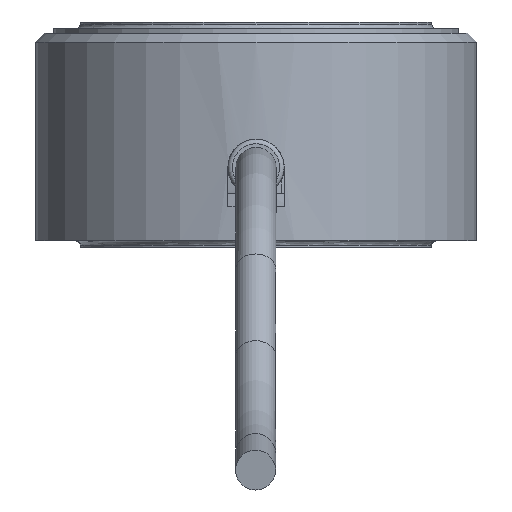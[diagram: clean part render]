
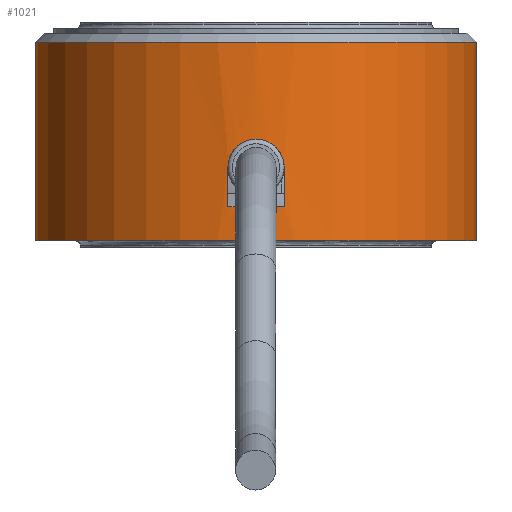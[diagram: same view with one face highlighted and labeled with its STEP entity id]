
A CAD part, front view. The second image highlights one B-rep face of the part: STEP entity #1021.
In plain terms, the highlighted cylindrical face has radius 12.446 mm (diameter 24.892 mm), a full revolution.
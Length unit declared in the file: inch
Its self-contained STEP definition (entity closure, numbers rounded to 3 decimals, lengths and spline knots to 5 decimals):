
#937=CARTESIAN_POINT('',(-95.95367,-77.46415,-51.64759));
#938=DIRECTION('',(0.006,0.994,-0.111));
#939=DIRECTION('',(0.994,0.006,0.109));
#940=AXIS2_PLACEMENT_3D('',#937,#938,#939);
#941=CYLINDRICAL_SURFACE('',#940,0.49);
#942=CARTESIAN_POINT('',(-96.44119,-77.54168,-51.6927));
#943=VERTEX_POINT('',#942);
#944=CARTESIAN_POINT('',(-95.95413,-77.53869,-51.63925));
#945=DIRECTION('',(-0.006,-0.994,0.111));
#946=DIRECTION('',(0.994,0.006,0.109));
#947=AXIS2_PLACEMENT_3D('',#944,#945,#946);
#948=CIRCLE('',#947,0.49);
#949=EDGE_CURVE('',#943,#943,#948,.T.);
#950=ORIENTED_EDGE('',*,*,#949,.F.);
#951=EDGE_LOOP('',(#950));
#952=FACE_OUTER_BOUND('',#951,.T.);
#953=CARTESIAN_POINT('',(-96.43851,-77.10441,-51.74163));
#954=VERTEX_POINT('',#953);
#955=CARTESIAN_POINT('',(-95.95144,-77.10142,-51.68818));
#956=DIRECTION('',(0.006,0.994,-0.111));
#957=DIRECTION('',(-0.994,-0.006,-0.109));
#958=AXIS2_PLACEMENT_3D('',#955,#956,#957);
#959=CIRCLE('',#958,0.49);
#960=EDGE_CURVE('',#954,#954,#959,.T.);
#961=ORIENTED_EDGE('',*,*,#960,.F.);
#962=EDGE_LOOP('',(#961));
#963=FACE_BOUND('',#962,.T.);
#964=CARTESIAN_POINT('',(-95.94402,-77.32278,-51.17044));
#965=VERTEX_POINT('',#964);
#966=CARTESIAN_POINT('',(-95.94456,-77.40973,-51.16071));
#967=VERTEX_POINT('',#966);
#968=CARTESIAN_POINT('',(-95.94402,-77.32278,-51.17044));
#969=DIRECTION('',(-0.006,-0.994,0.111));
#970=VECTOR('',#969,0.0875);
#971=LINE('',#968,#970);
#972=EDGE_CURVE('',#965,#967,#971,.T.);
#973=ORIENTED_EDGE('',*,*,#972,.T.);
#974=CARTESIAN_POINT('',(-96.06881,-77.41049,-51.17434));
#975=VERTEX_POINT('',#974);
#976=CARTESIAN_POINT('',(-95.95367,-77.46415,-51.64759));
#977=DIRECTION('',(-0.006,-0.994,0.111));
#978=DIRECTION('',(0.994,0.006,0.109));
#979=AXIS2_PLACEMENT_3D('',#976,#977,#978);
#980=CIRCLE('',#979,0.49);
#981=EDGE_CURVE('',#967,#975,#980,.T.);
#982=ORIENTED_EDGE('',*,*,#981,.T.);
#983=CARTESIAN_POINT('',(-96.06828,-77.32354,-51.18407));
#984=VERTEX_POINT('',#983);
#985=CARTESIAN_POINT('',(-96.06881,-77.41049,-51.17434));
#986=DIRECTION('',(0.006,0.994,-0.111));
#987=VECTOR('',#986,0.0875);
#988=LINE('',#985,#987);
#989=EDGE_CURVE('',#975,#984,#988,.T.);
#990=ORIENTED_EDGE('',*,*,#989,.T.);
#991=CARTESIAN_POINT('',(-96.00621,-77.2606,-51.18025));
#992=VERTEX_POINT('',#991);
#993=CARTESIAN_POINT('',(-96.06828,-77.32354,-51.18407));
#994=CARTESIAN_POINT('',(-96.06823,-77.31573,-51.18495));
#995=CARTESIAN_POINT('',(-96.06664,-77.30738,-51.1855));
#996=CARTESIAN_POINT('',(-96.06028,-77.29195,-51.18577));
#997=CARTESIAN_POINT('',(-96.05552,-77.28488,-51.18549));
#998=CARTESIAN_POINT('',(-96.04454,-77.27369,-51.18452));
#999=CARTESIAN_POINT('',(-96.03759,-77.2688,-51.18377));
#1000=CARTESIAN_POINT('',(-96.02233,-77.26229,-51.18205));
#1001=CARTESIAN_POINT('',(-96.01402,-77.26065,-51.18111));
#1002=CARTESIAN_POINT('',(-96.00621,-77.2606,-51.18025));
#1003=B_SPLINE_CURVE_WITH_KNOTS('',3,(#993,#994,#995,#996,#997,#998,#999,#1000,#1001,#1002),.UNSPECIFIED.,.F.,.U.,(4,2,2,2,4),(0.0,0.02357,0.04714,0.07071,0.09428),.UNSPECIFIED.);
#1004=EDGE_CURVE('',#984,#992,#1003,.T.);
#1005=ORIENTED_EDGE('',*,*,#1004,.T.);
#1006=CARTESIAN_POINT('',(-96.00621,-77.2606,-51.18025));
#1007=CARTESIAN_POINT('',(-95.9984,-77.26055,-51.17939));
#1008=CARTESIAN_POINT('',(-95.99006,-77.26209,-51.17851));
#1009=CARTESIAN_POINT('',(-95.97471,-77.26842,-51.17686));
#1010=CARTESIAN_POINT('',(-95.9677,-77.27321,-51.17609));
#1011=CARTESIAN_POINT('',(-95.95664,-77.28428,-51.17464));
#1012=CARTESIAN_POINT('',(-95.95184,-77.29129,-51.17386));
#1013=CARTESIAN_POINT('',(-95.94551,-77.30663,-51.1722));
#1014=CARTESIAN_POINT('',(-95.94398,-77.31497,-51.17131));
#1015=CARTESIAN_POINT('',(-95.94402,-77.32278,-51.17044));
#1016=B_SPLINE_CURVE_WITH_KNOTS('',3,(#1006,#1007,#1008,#1009,#1010,#1011,#1012,#1013,#1014,#1015),.UNSPECIFIED.,.F.,.U.,(4,2,2,2,4),(0.09428,0.11785,0.14142,0.16499,0.18856),.UNSPECIFIED.);
#1017=EDGE_CURVE('',#992,#965,#1016,.T.);
#1018=ORIENTED_EDGE('',*,*,#1017,.T.);
#1019=EDGE_LOOP('',(#973,#982,#990,#1005,#1018));
#1020=FACE_BOUND('',#1019,.T.);
#1021=ADVANCED_FACE('',(#952,#963,#1020),#941,.T.);
